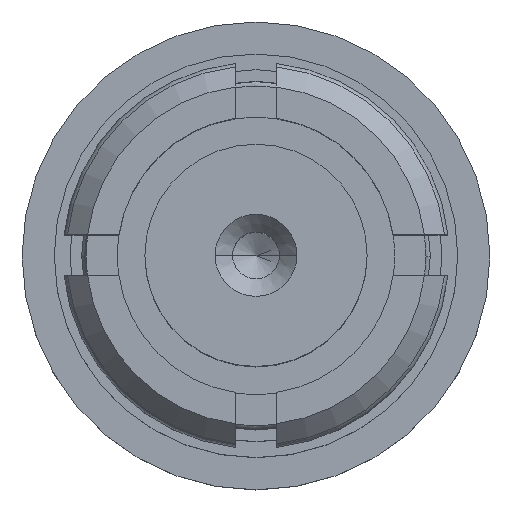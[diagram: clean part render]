
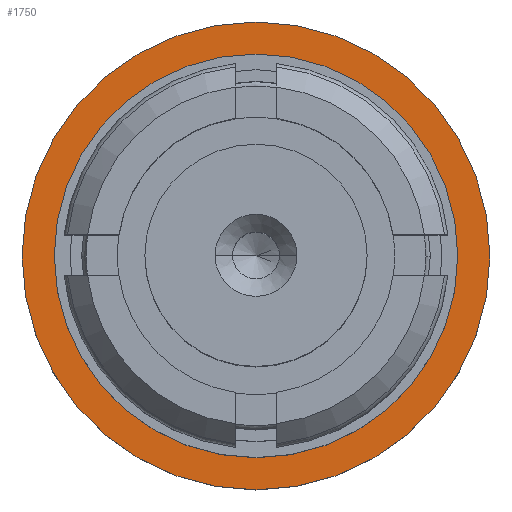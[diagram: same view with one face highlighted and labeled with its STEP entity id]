
A CAD part, top view. The second image highlights one B-rep face of the part: STEP entity #1750.
In plain terms, the highlighted planar face has unit normal (0, 0, 1).
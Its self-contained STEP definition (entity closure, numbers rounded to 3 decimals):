
#82 = DIRECTION ( 'NONE',  ( 1., 0., 0. ) ) ;
#190 = AXIS2_PLACEMENT_3D ( 'NONE', #1078, #2809, #1604 ) ;
#223 = VERTEX_POINT ( 'NONE', #2395 ) ;
#338 = FACE_OUTER_BOUND ( 'NONE', #472, .T. ) ;
#415 = DIRECTION ( 'NONE',  ( 1., 0., 0. ) ) ;
#465 = CIRCLE ( 'NONE', #1106, 2. ) ;
#472 = EDGE_LOOP ( 'NONE', ( #2214, #597 ) ) ;
#569 = CARTESIAN_POINT ( 'NONE',  ( 0., 0., 3.6 ) ) ;
#597 = ORIENTED_EDGE ( 'NONE', *, *, #1927, .T. ) ;
#612 = AXIS2_PLACEMENT_3D ( 'NONE', #2646, #1922, #415 ) ;
#645 = DIRECTION ( 'NONE',  ( 0., 0., 1. ) ) ;
#807 = ORIENTED_EDGE ( 'NONE', *, *, #2412, .F. ) ;
#862 = EDGE_CURVE ( 'NONE', #1550, #3119, #2984, .T. ) ;
#1078 = CARTESIAN_POINT ( 'NONE',  ( 0., 0., 3.6 ) ) ;
#1085 = VERTEX_POINT ( 'NONE', #2449 ) ;
#1106 = AXIS2_PLACEMENT_3D ( 'NONE', #2130, #645, #1166 ) ;
#1127 = CIRCLE ( 'NONE', #1173, 2. ) ;
#1146 = CARTESIAN_POINT ( 'NONE',  ( 1.725, 0., 3.6 ) ) ;
#1166 = DIRECTION ( 'NONE',  ( 1., 0., 0. ) ) ;
#1173 = AXIS2_PLACEMENT_3D ( 'NONE', #1202, #1419, #2880 ) ;
#1202 = CARTESIAN_POINT ( 'NONE',  ( 0., 0., 3.6 ) ) ;
#1316 = DIRECTION ( 'NONE',  ( 0., 0., 1. ) ) ;
#1419 = DIRECTION ( 'NONE',  ( 0., 0., 1. ) ) ;
#1550 = VERTEX_POINT ( 'NONE', #2994 ) ;
#1577 = ORIENTED_EDGE ( 'NONE', *, *, #862, .F. ) ;
#1604 = DIRECTION ( 'NONE',  ( 1., 0., 0. ) ) ;
#1750 = ADVANCED_FACE ( 'NONE', ( #1795, #338 ), #2778, .T. ) ;
#1795 = FACE_BOUND ( 'NONE', #2911, .T. ) ;
#1922 = DIRECTION ( 'NONE',  ( 0., 0., 1. ) ) ;
#1927 = EDGE_CURVE ( 'NONE', #1085, #223, #1127, .T. ) ;
#2130 = CARTESIAN_POINT ( 'NONE',  ( 0., 0., 3.6 ) ) ;
#2214 = ORIENTED_EDGE ( 'NONE', *, *, #3129, .T. ) ;
#2395 = CARTESIAN_POINT ( 'NONE',  ( -2., 0., 3.6 ) ) ;
#2412 = EDGE_CURVE ( 'NONE', #3119, #1550, #3191, .T. ) ;
#2449 = CARTESIAN_POINT ( 'NONE',  ( 2., 0., 3.6 ) ) ;
#2646 = CARTESIAN_POINT ( 'NONE',  ( 0., 0., 3.6 ) ) ;
#2778 = PLANE ( 'NONE',  #2921 ) ;
#2809 = DIRECTION ( 'NONE',  ( 0., 0., 1. ) ) ;
#2880 = DIRECTION ( 'NONE',  ( 1., 0., 0. ) ) ;
#2911 = EDGE_LOOP ( 'NONE', ( #1577, #807 ) ) ;
#2921 = AXIS2_PLACEMENT_3D ( 'NONE', #569, #1316, #82 ) ;
#2984 = CIRCLE ( 'NONE', #612, 1.725 ) ;
#2994 = CARTESIAN_POINT ( 'NONE',  ( -1.725, 0., 3.6 ) ) ;
#3119 = VERTEX_POINT ( 'NONE', #1146 ) ;
#3129 = EDGE_CURVE ( 'NONE', #223, #1085, #465, .T. ) ;
#3191 = CIRCLE ( 'NONE', #190, 1.725 ) ;
